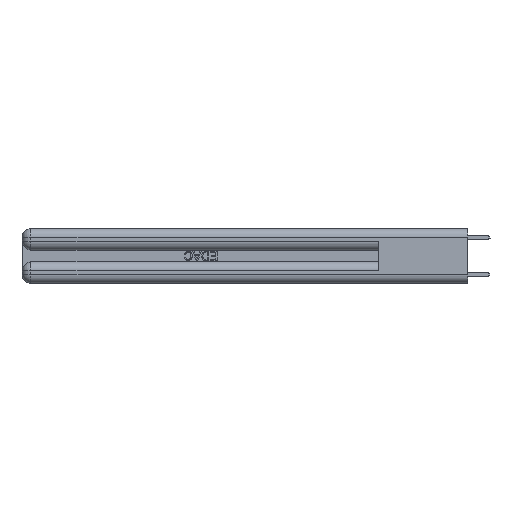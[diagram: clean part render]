
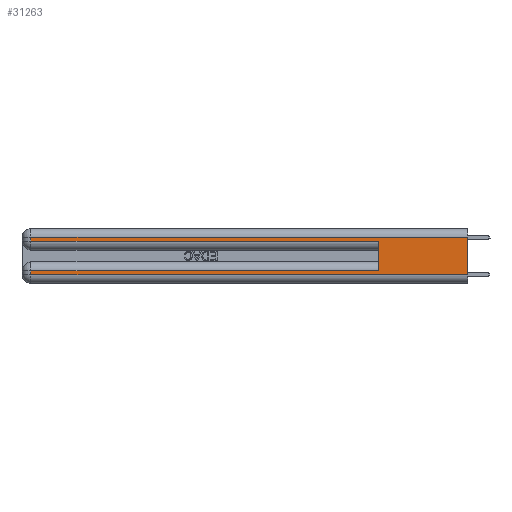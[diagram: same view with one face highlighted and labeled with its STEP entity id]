
A CAD part, left-side view. The second image highlights one B-rep face of the part: STEP entity #31263.
In plain terms, the highlighted planar face has unit normal (-1, 0, 0).
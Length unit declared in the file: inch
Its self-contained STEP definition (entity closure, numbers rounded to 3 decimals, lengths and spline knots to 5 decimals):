
#103 = VECTOR ( 'NONE', #16052, 39.37008 ) ;
#216 = VERTEX_POINT ( 'NONE', #9159 ) ;
#1075 = FACE_OUTER_BOUND ( 'NONE', #8870, .T. ) ;
#1116 = VERTEX_POINT ( 'NONE', #7704 ) ;
#1304 = ORIENTED_EDGE ( 'NONE', *, *, #31253, .T. ) ;
#1832 = LINE ( 'NONE', #7096, #10400 ) ;
#2355 = EDGE_CURVE ( 'NONE', #5141, #7883, #16979, .T. ) ;
#2539 = ORIENTED_EDGE ( 'NONE', *, *, #26778, .T. ) ;
#2623 = DIRECTION ( 'NONE',  ( 0., 0., -1. ) ) ;
#3690 = DIRECTION ( 'NONE',  ( 1., 0., 0. ) ) ;
#3858 = EDGE_CURVE ( 'NONE', #29918, #216, #20200, .T. ) ;
#3962 = ORIENTED_EDGE ( 'NONE', *, *, #7676, .T. ) ;
#4217 = CARTESIAN_POINT ( 'NONE',  ( 0., 0., 0.085 ) ) ;
#4677 = CARTESIAN_POINT ( 'NONE',  ( 0., 0.6, 0.145 ) ) ;
#4837 = CARTESIAN_POINT ( 'NONE',  ( 0., 0., 0.285 ) ) ;
#5141 = VERTEX_POINT ( 'NONE', #17900 ) ;
#5519 = CARTESIAN_POINT ( 'NONE',  ( 0., 0., 0.31 ) ) ;
#6412 = CARTESIAN_POINT ( 'NONE',  ( 0., 2.94, 0.06 ) ) ;
#7096 = CARTESIAN_POINT ( 'NONE',  ( 0., 0., 0.06 ) ) ;
#7676 = EDGE_CURVE ( 'NONE', #7909, #11382, #1832, .T. ) ;
#7704 = CARTESIAN_POINT ( 'NONE',  ( 0., 0., 0.31 ) ) ;
#7883 = VERTEX_POINT ( 'NONE', #8909 ) ;
#7909 = VERTEX_POINT ( 'NONE', #6412 ) ;
#8359 = CARTESIAN_POINT ( 'NONE',  ( 0., 2.94, 0.37 ) ) ;
#8870 = EDGE_LOOP ( 'NONE', ( #15668, #1304, #22532, #2539, #20557, #27278, #22694, #3962 ) ) ;
#8909 = CARTESIAN_POINT ( 'NONE',  ( 0., 2.94, 0.285 ) ) ;
#9159 = CARTESIAN_POINT ( 'NONE',  ( 0., 0.6, 0.285 ) ) ;
#9920 = EDGE_CURVE ( 'NONE', #29918, #11831, #26967, .T. ) ;
#10400 = VECTOR ( 'NONE', #15001, 39.37008 ) ;
#11137 = PLANE ( 'NONE',  #27680 ) ;
#11382 = VERTEX_POINT ( 'NONE', #24717 ) ;
#11831 = VERTEX_POINT ( 'NONE', #29295 ) ;
#12533 = CARTESIAN_POINT ( 'NONE',  ( 0., 2.94, 0.37 ) ) ;
#13120 = CARTESIAN_POINT ( 'NONE',  ( 0., 0.6, 0.085 ) ) ;
#13597 = LINE ( 'NONE', #31066, #103 ) ;
#14764 = DIRECTION ( 'NONE',  ( 0., 1., 0. ) ) ;
#15001 = DIRECTION ( 'NONE',  ( 0., -1., 0. ) ) ;
#15668 = ORIENTED_EDGE ( 'NONE', *, *, #21016, .F. ) ;
#16052 = DIRECTION ( 'NONE',  ( 0., 0., -1. ) ) ;
#16979 = LINE ( 'NONE', #12533, #25752 ) ;
#17900 = CARTESIAN_POINT ( 'NONE',  ( 0., 2.94, 0.31 ) ) ;
#18370 = EDGE_CURVE ( 'NONE', #11831, #7909, #20235, .T. ) ;
#18415 = DIRECTION ( 'NONE',  ( 0., 0., -1. ) ) ;
#18763 = VECTOR ( 'NONE', #30749, 39.37008 ) ;
#19555 = LINE ( 'NONE', #4837, #22321 ) ;
#19708 = DIRECTION ( 'NONE',  ( 0., 0., 1. ) ) ;
#20200 = LINE ( 'NONE', #4677, #28371 ) ;
#20235 = LINE ( 'NONE', #8359, #29924 ) ;
#20557 = ORIENTED_EDGE ( 'NONE', *, *, #3858, .F. ) ;
#21016 = EDGE_CURVE ( 'NONE', #1116, #11382, #13597, .T. ) ;
#22033 = DIRECTION ( 'NONE',  ( 0., -1., 0. ) ) ;
#22321 = VECTOR ( 'NONE', #22033, 39.37008 ) ;
#22532 = ORIENTED_EDGE ( 'NONE', *, *, #2355, .T. ) ;
#22694 = ORIENTED_EDGE ( 'NONE', *, *, #18370, .T. ) ;
#23664 = CARTESIAN_POINT ( 'NONE',  ( 0., 0., 0.37 ) ) ;
#24717 = CARTESIAN_POINT ( 'NONE',  ( 0., 0., 0.06 ) ) ;
#25752 = VECTOR ( 'NONE', #2623, 39.37008 ) ;
#26778 = EDGE_CURVE ( 'NONE', #7883, #216, #19555, .T. ) ;
#26967 = LINE ( 'NONE', #4217, #27750 ) ;
#27278 = ORIENTED_EDGE ( 'NONE', *, *, #9920, .T. ) ;
#27680 = AXIS2_PLACEMENT_3D ( 'NONE', #23664, #3690, #28599 ) ;
#27750 = VECTOR ( 'NONE', #14764, 39.37008 ) ;
#28105 = LINE ( 'NONE', #5519, #18763 ) ;
#28371 = VECTOR ( 'NONE', #19708, 39.37008 ) ;
#28599 = DIRECTION ( 'NONE',  ( 0., 0., -1. ) ) ;
#29295 = CARTESIAN_POINT ( 'NONE',  ( 0., 2.94, 0.085 ) ) ;
#29918 = VERTEX_POINT ( 'NONE', #13120 ) ;
#29924 = VECTOR ( 'NONE', #18415, 39.37008 ) ;
#30749 = DIRECTION ( 'NONE',  ( 0., 1., 0. ) ) ;
#31066 = CARTESIAN_POINT ( 'NONE',  ( 0., 0., 0.37 ) ) ;
#31253 = EDGE_CURVE ( 'NONE', #1116, #5141, #28105, .T. ) ;
#31263 = ADVANCED_FACE ( 'NONE', ( #1075 ), #11137, .F. ) ;
